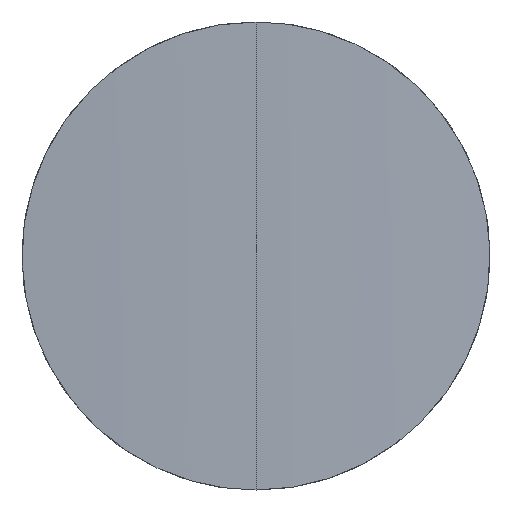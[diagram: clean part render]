
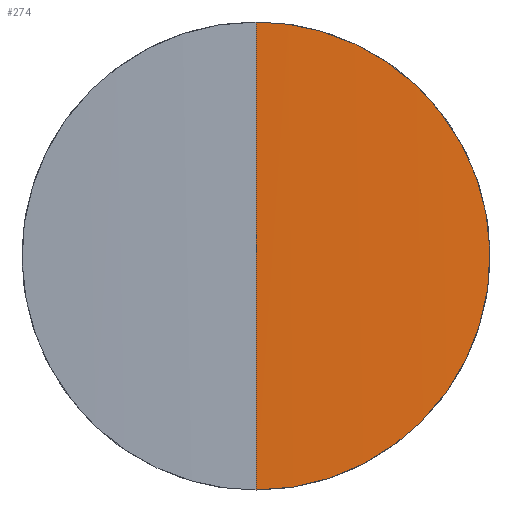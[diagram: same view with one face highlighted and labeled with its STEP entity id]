
A CAD part, left-side view. The second image highlights one B-rep face of the part: STEP entity #274.
In plain terms, the highlighted cylindrical face has radius 191.1 mm (diameter 382.2 mm), a partial arc.
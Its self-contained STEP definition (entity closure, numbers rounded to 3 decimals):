
#5 = ORIENTED_EDGE ( 'NONE', *, *, #106, .T. ) ;
#14 = CARTESIAN_POINT ( 'NONE',  ( 0.018, -2.671, 23.098 ) ) ;
#22 = CARTESIAN_POINT ( 'NONE',  ( 0.121, -6.811, 2.179 ) ) ;
#24 = CARTESIAN_POINT ( 'NONE',  ( 0., -0.773, 23.4 ) ) ;
#36 = CARTESIAN_POINT ( 'NONE',  ( 0.005, -1.532, 0.076 ) ) ;
#38 = CARTESIAN_POINT ( 'NONE',  ( 0.132, -7.121, 2.409 ) ) ;
#45 = VECTOR ( 'NONE', #95, 1000. ) ;
#47 = CARTESIAN_POINT ( 'NONE',  ( 0.226, -9.291, 18.821 ) ) ;
#49 = CARTESIAN_POINT ( 'NONE',  ( 0.044, -4.124, 0.744 ) ) ;
#57 = VERTEX_POINT ( 'NONE', #341 ) ;
#68 = CARTESIAN_POINT ( 'NONE',  ( 191.1, 0., 23.4 ) ) ;
#72 = CARTESIAN_POINT ( 'NONE',  ( 0.005, -1.537, 23.324 ) ) ;
#76 = CARTESIAN_POINT ( 'NONE',  ( 0.269, -10.135, 5.841 ) ) ;
#78 = CARTESIAN_POINT ( 'NONE',  ( 0.27, -10.157, 17.558 ) ) ;
#91 = CARTESIAN_POINT ( 'NONE',  ( 0.024, -3.024, 0.391 ) ) ;
#95 = DIRECTION ( 'NONE',  ( 0., 0., -1. ) ) ;
#96 = CARTESIAN_POINT ( 'NONE',  ( 0.354, -11.624, 13.232 ) ) ;
#98 = CARTESIAN_POINT ( 'NONE',  ( 0.314, -10.956, 15.824 ) ) ;
#101 = CARTESIAN_POINT ( 'NONE',  ( 0.09, -5.859, 21.835 ) ) ;
#103 = CARTESIAN_POINT ( 'NONE',  ( 0.34, -11.402, 14.353 ) ) ;
#105 = CARTESIAN_POINT ( 'NONE',  ( 0.133, -7.149, 20.994 ) ) ;
#106 = EDGE_CURVE ( 'NONE', #57, #201, #124, .T. ) ;
#124 = B_SPLINE_CURVE_WITH_KNOTS ( 'NONE', 3,
 ( #320, #289, #36, #262, #91, #208, #49, #129, #246, #22, #38, #188, #360, #275, #296, #356, #76, #251, #132, #249, #350, #353, #323, #358, #322, #96, #103, #161, #266, #98, #331, #78, #190, #47, #222, #134, #217, #105, #220, #101, #327, #224, #305, #152, #14, #72, #24, #276 ),
 .UNSPECIFIED., .F., .F.,
 ( 4, 2, 2, 2, 2, 2, 2, 2, 2, 1, 2, 2, 2, 2, 2, 2, 2, 2, 2, 2, 2, 1, 2, 2, 4 ),
 ( 0.055, 0.057, 0.058, 0.059, 0.062, 0.063, 0.064, 0.066, 0.067, 0.069, 0.07, 0.071, 0.073, 0.075, 0.077, 0.078, 0.08, 0.081, 0.082, 0.085, 0.086, 0.087, 0.088, 0.089, 0.091 ),
 .UNSPECIFIED. ) ;
#129 = CARTESIAN_POINT ( 'NONE',  ( 0.069, -5.186, 1.184 ) ) ;
#132 = CARTESIAN_POINT ( 'NONE',  ( 0.307, -10.822, 7.205 ) ) ;
#133 = LINE ( 'NONE', #248, #45 ) ;
#134 = CARTESIAN_POINT ( 'NONE',  ( 0.191, -8.546, 19.7 ) ) ;
#152 = CARTESIAN_POINT ( 'NONE',  ( 0.024, -3.045, 23.003 ) ) ;
#158 = DIRECTION ( 'NONE',  ( 0., 0., -1. ) ) ;
#161 = CARTESIAN_POINT ( 'NONE',  ( 0.335, -11.309, 14.724 ) ) ;
#167 = AXIS2_PLACEMENT_3D ( 'NONE', #68, #158, #219 ) ;
#188 = CARTESIAN_POINT ( 'NONE',  ( 0.156, -7.717, 2.897 ) ) ;
#190 = CARTESIAN_POINT ( 'NONE',  ( 0.237, -9.521, 18.511 ) ) ;
#201 = VERTEX_POINT ( 'NONE', #258 ) ;
#208 = CARTESIAN_POINT ( 'NONE',  ( 0.037, -3.759, 0.614 ) ) ;
#217 = CARTESIAN_POINT ( 'NONE',  ( 0.156, -7.737, 20.51 ) ) ;
#219 = DIRECTION ( 'NONE',  ( -1., 0., 0. ) ) ;
#220 = CARTESIAN_POINT ( 'NONE',  ( 0.1, -6.191, 21.636 ) ) ;
#222 = CARTESIAN_POINT ( 'NONE',  ( 0.203, -8.803, 19.417 ) ) ;
#224 = CARTESIAN_POINT ( 'NONE',  ( 0.052, -4.495, 22.522 ) ) ;
#234 = EDGE_LOOP ( 'NONE', ( #5, #292 ) ) ;
#246 = CARTESIAN_POINT ( 'NONE',  ( 0.089, -5.858, 1.543 ) ) ;
#248 = CARTESIAN_POINT ( 'NONE',  ( 0., 0., 23.4 ) ) ;
#249 = CARTESIAN_POINT ( 'NONE',  ( 0.321, -11.08, 7.923 ) ) ;
#251 = CARTESIAN_POINT ( 'NONE',  ( 0.288, -10.496, 6.516 ) ) ;
#258 = CARTESIAN_POINT ( 'NONE',  ( 0., 0., 23.4 ) ) ;
#262 = CARTESIAN_POINT ( 'NONE',  ( 0.018, -2.654, 0.299 ) ) ;
#266 = CARTESIAN_POINT ( 'NONE',  ( 0.322, -11.086, 15.459 ) ) ;
#274 = ADVANCED_FACE ( 'NONE', ( #321 ), #357, .T. ) ;
#275 = CARTESIAN_POINT ( 'NONE',  ( 0.202, -8.81, 3.963 ) ) ;
#276 = CARTESIAN_POINT ( 'NONE',  ( 0., 0., 23.4 ) ) ;
#289 = CARTESIAN_POINT ( 'NONE',  ( 0., -0.773, 0. ) ) ;
#292 = ORIENTED_EDGE ( 'NONE', *, *, #336, .T. ) ;
#296 = CARTESIAN_POINT ( 'NONE',  ( 0.226, -9.294, 4.551 ) ) ;
#305 = CARTESIAN_POINT ( 'NONE',  ( 0.037, -3.777, 22.78 ) ) ;
#320 = CARTESIAN_POINT ( 'NONE',  ( 0., 0., 0. ) ) ;
#321 = FACE_OUTER_BOUND ( 'NONE', #234, .T. ) ;
#322 = CARTESIAN_POINT ( 'NONE',  ( 0.358, -11.7, 12.473 ) ) ;
#323 = CARTESIAN_POINT ( 'NONE',  ( 0.354, -11.624, 10.163 ) ) ;
#327 = CARTESIAN_POINT ( 'NONE',  ( 0.07, -5.184, 22.196 ) ) ;
#331 = CARTESIAN_POINT ( 'NONE',  ( 0.289, -10.516, 16.886 ) ) ;
#336 = EDGE_CURVE ( 'NONE', #201, #57, #133, .T. ) ;
#341 = CARTESIAN_POINT ( 'NONE',  ( 0., 0., 0. ) ) ;
#350 = CARTESIAN_POINT ( 'NONE',  ( 0.335, -11.303, 8.655 ) ) ;
#353 = CARTESIAN_POINT ( 'NONE',  ( 0.34, -11.398, 9.029 ) ) ;
#356 = CARTESIAN_POINT ( 'NONE',  ( 0.258, -9.936, 5.509 ) ) ;
#357 = CYLINDRICAL_SURFACE ( 'NONE', #167, 191.1 ) ;
#358 = CARTESIAN_POINT ( 'NONE',  ( 0.358, -11.7, 10.927 ) ) ;
#360 = CARTESIAN_POINT ( 'NONE',  ( 0.167, -8., 3.154 ) ) ;
